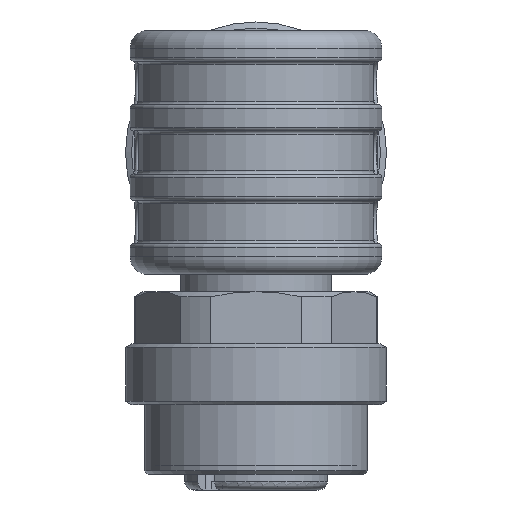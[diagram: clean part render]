
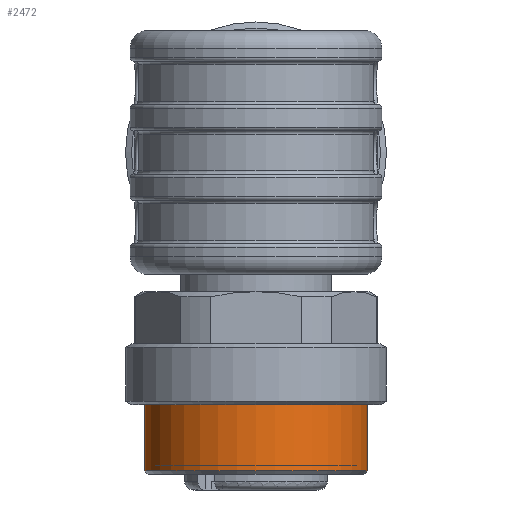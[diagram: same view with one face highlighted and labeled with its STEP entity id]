
A CAD part, left-side view. The second image highlights one B-rep face of the part: STEP entity #2472.
In plain terms, the highlighted cylindrical face has radius 6.4 mm (diameter 12.8 mm), a full revolution.
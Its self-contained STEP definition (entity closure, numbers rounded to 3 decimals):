
#1995=CYLINDRICAL_SURFACE('',#10283,6.4);
#2191=FACE_BOUND('',#3829,.T.);
#2192=FACE_BOUND('',#3830,.T.);
#2472=ADVANCED_FACE('',(#2191,#2192),#1995,.T.);
#3829=EDGE_LOOP('',(#4975));
#3830=EDGE_LOOP('',(#4976));
#4975=ORIENTED_EDGE('',*,*,#8410,.T.);
#4976=ORIENTED_EDGE('',*,*,#8411,.T.);
#7382=VERTEX_POINT('',#15062);
#7383=VERTEX_POINT('',#15064);
#8410=EDGE_CURVE('',#7382,#7382,#9638,.T.);
#8411=EDGE_CURVE('',#7383,#7383,#9639,.T.);
#9638=CIRCLE('',#10281,6.4);
#9639=CIRCLE('',#10282,6.4);
#10281=AXIS2_PLACEMENT_3D('',#15061,#11697,#11698);
#10282=AXIS2_PLACEMENT_3D('',#15063,#11699,#11700);
#10283=AXIS2_PLACEMENT_3D('',#15065,#11701,#11702);
#11697=DIRECTION('',(0.,0.,1.));
#11698=DIRECTION('',(0.866,0.5,0.));
#11699=DIRECTION('',(0.,0.,-1.));
#11700=DIRECTION('',(-0.5,0.866,0.));
#11701=DIRECTION('',(0.,0.,-1.));
#11702=DIRECTION('',(-0.5,0.866,0.));
#15061=CARTESIAN_POINT('',(60.,60.,-18.3));
#15062=CARTESIAN_POINT('',(65.543,63.2,-18.3));
#15063=CARTESIAN_POINT('',(60.,60.,-14.5));
#15064=CARTESIAN_POINT('',(56.8,65.543,-14.5));
#15065=CARTESIAN_POINT('',(60.,60.,-18.5));
